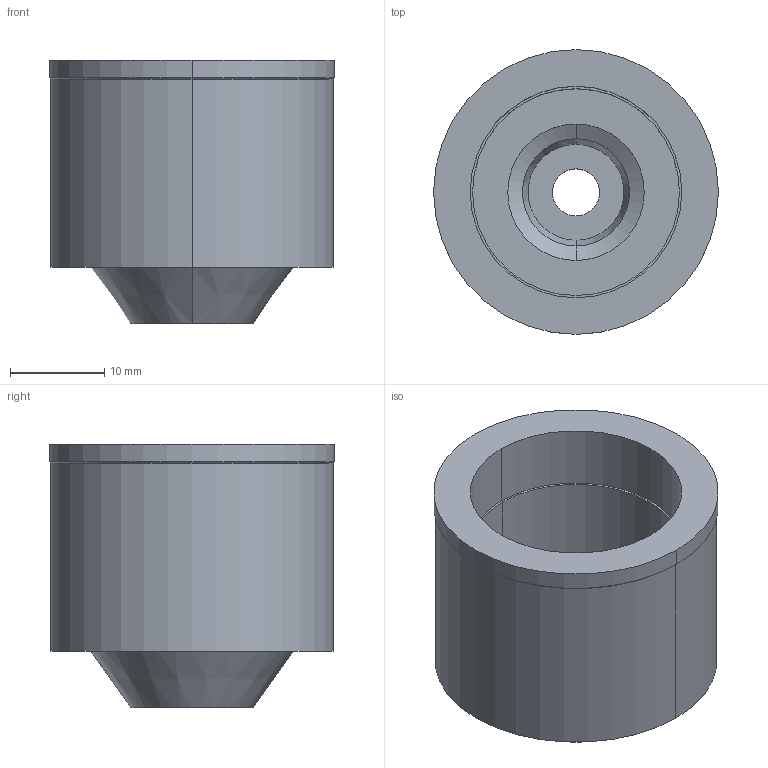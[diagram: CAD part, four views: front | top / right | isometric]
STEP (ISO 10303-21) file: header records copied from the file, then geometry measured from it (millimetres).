
FILE_DESCRIPTION((''),'2;1');
FILE_NAME('EPS8-05','2019-07-18T',('ykawabe'),(''),'CREO PARAMETRIC BY PTC INC, 2016380','CREO PARAMETRIC BY PTC INC, 2016380','');
FILE_SCHEMA(('AUTOMOTIVE_DESIGN { 1 0 10303 214 1 1 1 1 }'));
Length unit declared in the file: millimetre
Products named in the file (1): EPS8-05
Bounding box: 30.3 x 30.3 x 28 mm (x, y, z)
Volume: 10044.3 mm3; surface area: 5035.1 mm2
Topology: 1 solids, 1 shells, 30 faces, 60 edges, 36 vertices
Faces by surface type: cylinder 14, cone 10, plane 6
Entity records: 1125 total; most frequent: DIRECTION 166, CARTESIAN_POINT 133, ORIENTED_EDGE 120, AXIS2_PLACEMENT_3D 71, PRESENTATION_STYLE_ASSIGNMENT 65, STYLED_ITEM 65, CURVE_STYLE 64, EDGE_CURVE 60
